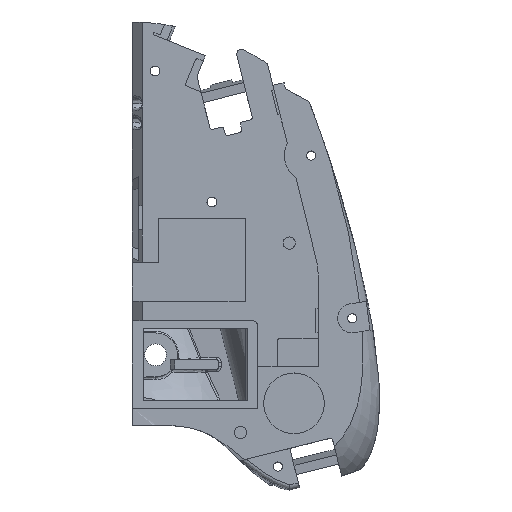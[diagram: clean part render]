
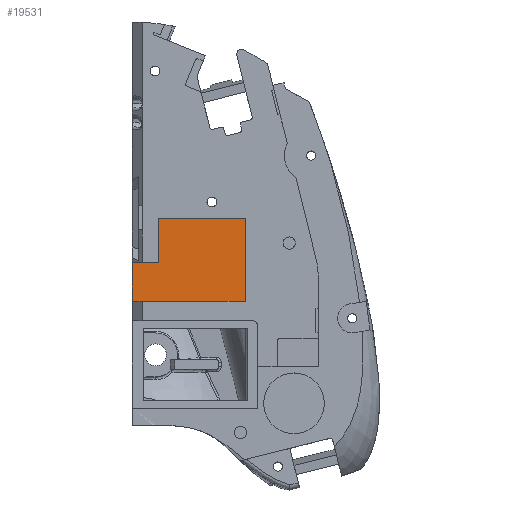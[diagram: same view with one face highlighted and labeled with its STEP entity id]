
A CAD part, top view. The second image highlights one B-rep face of the part: STEP entity #19531.
In plain terms, the highlighted planar face has unit normal (0, 0, 1).
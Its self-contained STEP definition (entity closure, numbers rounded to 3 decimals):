
#1156 = ORIENTED_EDGE ( 'NONE', *, *, #25335, .T. ) ;
#1164 = CARTESIAN_POINT ( 'NONE',  ( 60.75, 36., 11.1 ) ) ;
#1242 = EDGE_CURVE ( 'NONE', #10810, #7569, #1483, .T. ) ;
#1483 = LINE ( 'NONE', #11699, #25187 ) ;
#1784 = VECTOR ( 'NONE', #9018, 1000. ) ;
#2098 = EDGE_LOOP ( 'NONE', ( #25115, #5971, #15630, #17286, #1156, #17653 ) ) ;
#2931 = CARTESIAN_POINT ( 'NONE',  ( 83.943, 45.115, 11.1 ) ) ;
#3974 = VERTEX_POINT ( 'NONE', #12544 ) ;
#5420 = VECTOR ( 'NONE', #18276, 1000. ) ;
#5971 = ORIENTED_EDGE ( 'NONE', *, *, #19636, .T. ) ;
#6620 = VERTEX_POINT ( 'NONE', #1164 ) ;
#7569 = VERTEX_POINT ( 'NONE', #2931 ) ;
#7971 = LINE ( 'NONE', #25505, #26510 ) ;
#8088 = CARTESIAN_POINT ( 'NONE',  ( 58.619, 36., 11.1 ) ) ;
#8283 = EDGE_CURVE ( 'NONE', #3974, #6620, #20555, .T. ) ;
#8714 = DIRECTION ( 'NONE',  ( -1., 0., 0. ) ) ;
#9018 = DIRECTION ( 'NONE',  ( 0., -1., 0. ) ) ;
#9680 = CARTESIAN_POINT ( 'NONE',  ( 60.75, 0., 11.1 ) ) ;
#10469 = VECTOR ( 'NONE', #10500, 1000. ) ;
#10500 = DIRECTION ( 'NONE',  ( -1., 0., 0. ) ) ;
#10810 = VERTEX_POINT ( 'NONE', #23542 ) ;
#10983 = DIRECTION ( 'NONE',  ( 0., 0., -1. ) ) ;
#11699 = CARTESIAN_POINT ( 'NONE',  ( 83.943, 28., 11.1 ) ) ;
#11853 = EDGE_CURVE ( 'NONE', #7569, #13951, #14090, .T. ) ;
#12465 = AXIS2_PLACEMENT_3D ( 'NONE', #23841, #10983, #8714 ) ;
#12544 = CARTESIAN_POINT ( 'NONE',  ( 60.75, 28., 11.1 ) ) ;
#13784 = CARTESIAN_POINT ( 'NONE',  ( 66.016, 45.115, 11.1 ) ) ;
#13951 = VERTEX_POINT ( 'NONE', #13784 ) ;
#14059 = VERTEX_POINT ( 'NONE', #15613 ) ;
#14090 = LINE ( 'NONE', #27246, #15397 ) ;
#14505 = DIRECTION ( 'NONE',  ( -1., 0., 0. ) ) ;
#15397 = VECTOR ( 'NONE', #14505, 1000. ) ;
#15613 = CARTESIAN_POINT ( 'NONE',  ( 66.016, 36., 11.1 ) ) ;
#15630 = ORIENTED_EDGE ( 'NONE', *, *, #1242, .T. ) ;
#16061 = DIRECTION ( 'NONE',  ( 0., 1., 0. ) ) ;
#17286 = ORIENTED_EDGE ( 'NONE', *, *, #11853, .T. ) ;
#17456 = PLANE ( 'NONE',  #12465 ) ;
#17480 = CARTESIAN_POINT ( 'NONE',  ( 66.016, 36., 11.1 ) ) ;
#17653 = ORIENTED_EDGE ( 'NONE', *, *, #22296, .T. ) ;
#18276 = DIRECTION ( 'NONE',  ( 0., 1., 0. ) ) ;
#18846 = DIRECTION ( 'NONE',  ( 1., 0., 0. ) ) ;
#19531 = ADVANCED_FACE ( 'NONE', ( #25830 ), #17456, .F. ) ;
#19636 = EDGE_CURVE ( 'NONE', #3974, #10810, #7971, .T. ) ;
#20555 = LINE ( 'NONE', #9680, #5420 ) ;
#22021 = LINE ( 'NONE', #17480, #1784 ) ;
#22296 = EDGE_CURVE ( 'NONE', #14059, #6620, #28023, .T. ) ;
#23542 = CARTESIAN_POINT ( 'NONE',  ( 83.943, 28., 11.1 ) ) ;
#23841 = CARTESIAN_POINT ( 'NONE',  ( 0., 0., 11.1 ) ) ;
#25115 = ORIENTED_EDGE ( 'NONE', *, *, #8283, .F. ) ;
#25187 = VECTOR ( 'NONE', #16061, 1000. ) ;
#25335 = EDGE_CURVE ( 'NONE', #13951, #14059, #22021, .T. ) ;
#25505 = CARTESIAN_POINT ( 'NONE',  ( 58.619, 28., 11.1 ) ) ;
#25830 = FACE_OUTER_BOUND ( 'NONE', #2098, .T. ) ;
#26510 = VECTOR ( 'NONE', #18846, 1000. ) ;
#27246 = CARTESIAN_POINT ( 'NONE',  ( 83.943, 45.115, 11.1 ) ) ;
#28023 = LINE ( 'NONE', #8088, #10469 ) ;
